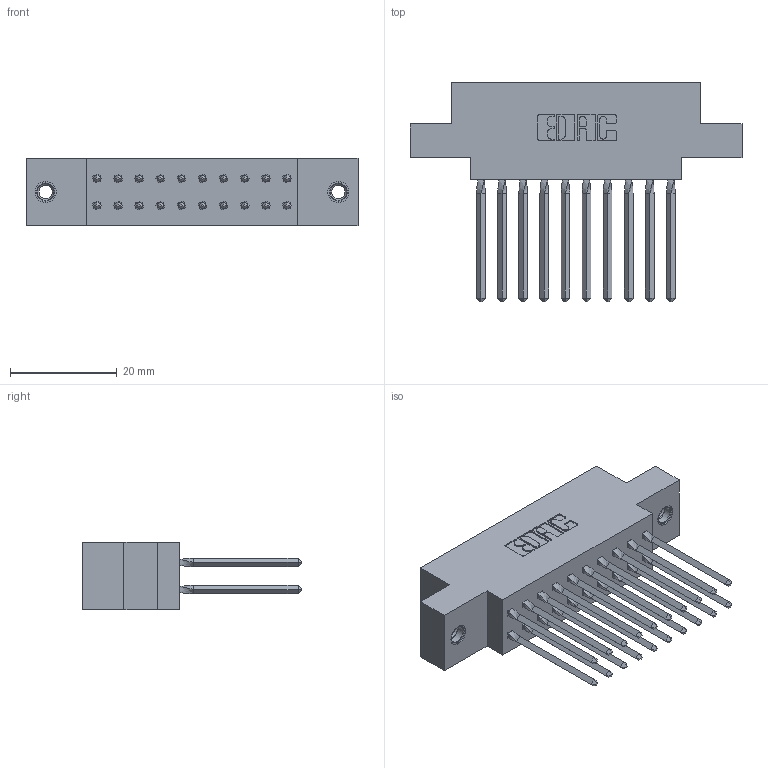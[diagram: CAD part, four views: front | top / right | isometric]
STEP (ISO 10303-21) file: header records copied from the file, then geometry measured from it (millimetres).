
FILE_DESCRIPTION (( 'STEP AP203' ), '1' );
FILE_NAME ('317-020-543-807.STEP', '2020-02-27T16:53:50', ( '' ), ( '' ), 'SwSTEP 2.0', 'SolidWorks 2016', '' );
FILE_SCHEMA (( 'CONFIG_CONTROL_DESIGN' ));
Length unit declared in the file: inch
Products named in the file (4): 317-020-543-807; 317 Part_.156 Dia - TI; 345-250-001_345-250-005-103; 317-290-001_543
Assembly tree (23 placements, depth 2):
  317-020-543-807
    317 Part_.156 Dia - TI
    317-290-001_543  x20
    345-250-001_345-250-005-103  x2
Bounding box: 62.33 x 41.15 x 12.7 mm (x, y, z)
Volume: 9465.2 mm3; surface area: 13139.8 mm2
Topology: 23 solids, 23 shells, 1942 faces, 5351 edges, 3446 vertices
Faces by surface type: plane 1550, cylinder 296, bspline 80, cone 12, torus 4
Entity records: 20105 total; most frequent: CARTESIAN_POINT 3890, ORIENTED_EDGE 3382, DIRECTION 2867, EDGE_CURVE 1691, VECTOR 1415, LINE 1415, VERTEX_POINT 1117, AXIS2_PLACEMENT_3D 726
